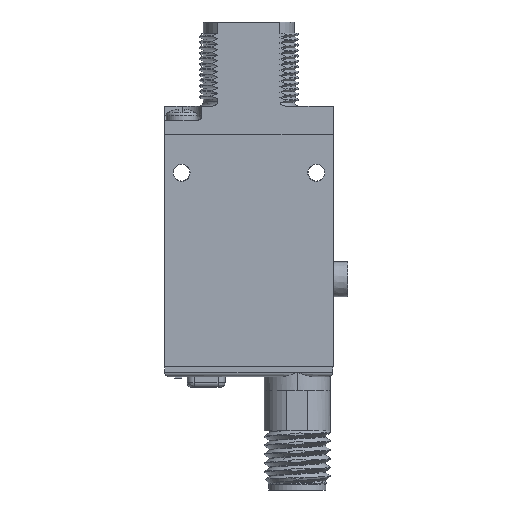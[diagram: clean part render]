
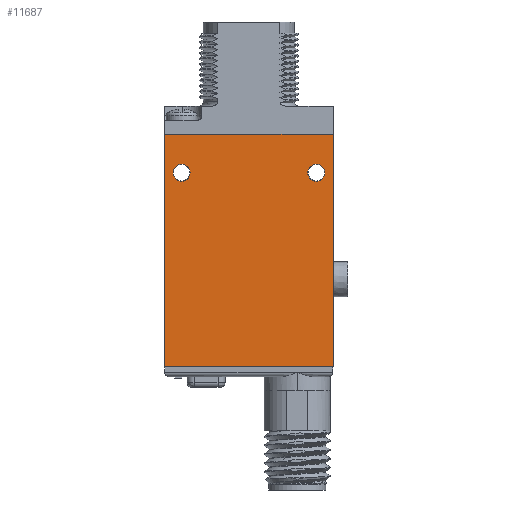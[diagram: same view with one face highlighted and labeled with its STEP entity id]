
A CAD part, left-side view. The second image highlights one B-rep face of the part: STEP entity #11687.
In plain terms, the highlighted planar face has unit normal (-1, 0, 0).
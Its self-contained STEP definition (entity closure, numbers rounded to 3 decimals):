
#1=DIRECTION('',(0.,-1.,0.));
#2=VECTOR('',#1,0.127);
#3=CARTESIAN_POINT('',(-6.02,0.127,0.));
#4=LINE('',#3,#2);
#5=DIRECTION('',(0.,0.,-1.));
#6=VECTOR('',#5,42.164);
#7=CARTESIAN_POINT('',(-6.02,0.,0.));
#8=LINE('',#7,#6);
#9=DIRECTION('',(0.,1.,0.));
#10=VECTOR('',#9,30.785);
#11=CARTESIAN_POINT('',(-6.02,0.,-42.164));
#12=LINE('',#11,#10);
#13=DIRECTION('',(0.,0.,1.));
#14=VECTOR('',#13,42.164);
#15=CARTESIAN_POINT('',(-6.02,30.785,-42.164));
#16=LINE('',#15,#14);
#17=DIRECTION('',(0.,-1.,0.));
#18=VECTOR('',#17,0.076);
#19=CARTESIAN_POINT('',(-6.02,30.785,0.));
#20=LINE('',#19,#18);
#21=DIRECTION('',(0.,-1.,0.));
#22=VECTOR('',#21,30.582);
#23=CARTESIAN_POINT('',(-6.02,30.709,0.));
#24=LINE('',#23,#22);
#25=CARTESIAN_POINT('',(-6.02,27.61,-6.985));
#26=DIRECTION('',(1.,0.,0.));
#27=DIRECTION('',(0.,0.,-1.));
#28=AXIS2_PLACEMENT_3D('',#25,#26,#27);
#30=CARTESIAN_POINT('',(-6.02,27.61,-6.985));
#31=DIRECTION('',(1.,0.,0.));
#32=DIRECTION('',(0.,0.,1.));
#33=AXIS2_PLACEMENT_3D('',#30,#31,#32);
#35=CARTESIAN_POINT('',(-6.02,3.175,-6.985));
#36=DIRECTION('',(1.,0.,0.));
#37=DIRECTION('',(0.,0.,-1.));
#38=AXIS2_PLACEMENT_3D('',#35,#36,#37);
#40=CARTESIAN_POINT('',(-6.02,3.175,-6.985));
#41=DIRECTION('',(1.,0.,0.));
#42=DIRECTION('',(0.,0.,1.));
#43=AXIS2_PLACEMENT_3D('',#40,#41,#42);
#10393=CARTESIAN_POINT('',(-6.02,0.,0.));
#10394=CARTESIAN_POINT('',(-6.02,0.,-42.164));
#10395=VERTEX_POINT('',#10393);
#10396=VERTEX_POINT('',#10394);
#10397=CARTESIAN_POINT('',(-6.02,30.785,-42.164));
#10398=VERTEX_POINT('',#10397);
#10399=CARTESIAN_POINT('',(-6.02,30.785,0.));
#10400=VERTEX_POINT('',#10399);
#10409=CARTESIAN_POINT('',(-6.02,27.61,-8.535));
#10410=CARTESIAN_POINT('',(-6.02,27.61,-5.435));
#10411=VERTEX_POINT('',#10409);
#10412=VERTEX_POINT('',#10410);
#10413=CARTESIAN_POINT('',(-6.02,3.175,-8.535));
#10414=CARTESIAN_POINT('',(-6.02,3.175,-5.435));
#10415=VERTEX_POINT('',#10413);
#10416=VERTEX_POINT('',#10414);
#10813=CARTESIAN_POINT('',(-6.02,30.709,0.));
#10814=CARTESIAN_POINT('',(-6.02,0.127,0.));
#10815=VERTEX_POINT('',#10813);
#10816=VERTEX_POINT('',#10814);
#11656=CARTESIAN_POINT('',(-6.02,0.,0.));
#11657=DIRECTION('',(1.,0.,0.));
#11658=DIRECTION('',(0.,0.,-1.));
#11659=AXIS2_PLACEMENT_3D('',#11656,#11657,#11658);
#11660=PLANE('',#11659);
#11662=ORIENTED_EDGE('',*,*,#11661,.T.);
#11664=ORIENTED_EDGE('',*,*,#11663,.T.);
#11666=ORIENTED_EDGE('',*,*,#11665,.T.);
#11668=ORIENTED_EDGE('',*,*,#11667,.T.);
#11670=ORIENTED_EDGE('',*,*,#11669,.T.);
#11672=ORIENTED_EDGE('',*,*,#11671,.T.);
#11673=EDGE_LOOP('',(#11662,#11664,#11666,#11668,#11670,#11672));
#11674=FACE_OUTER_BOUND('',#11673,.F.);
#11676=ORIENTED_EDGE('',*,*,#11675,.F.);
#11678=ORIENTED_EDGE('',*,*,#11677,.F.);
#11679=EDGE_LOOP('',(#11676,#11678));
#11680=FACE_BOUND('',#11679,.F.);
#11682=ORIENTED_EDGE('',*,*,#11681,.F.);
#11684=ORIENTED_EDGE('',*,*,#11683,.F.);
#11685=EDGE_LOOP('',(#11682,#11684));
#11686=FACE_BOUND('',#11685,.F.);
#11687=ADVANCED_FACE('',(#11674,#11680,#11686),#11660,.F.);
#29=CIRCLE('',#28,1.55);
#34=CIRCLE('',#33,1.55);
#39=CIRCLE('',#38,1.55);
#44=CIRCLE('',#43,1.55);
#11661=EDGE_CURVE('',#10816,#10395,#4,.T.);
#11663=EDGE_CURVE('',#10395,#10396,#8,.T.);
#11665=EDGE_CURVE('',#10396,#10398,#12,.T.);
#11667=EDGE_CURVE('',#10398,#10400,#16,.T.);
#11669=EDGE_CURVE('',#10400,#10815,#20,.T.);
#11671=EDGE_CURVE('',#10815,#10816,#24,.T.);
#11675=EDGE_CURVE('',#10411,#10412,#29,.T.);
#11677=EDGE_CURVE('',#10412,#10411,#34,.T.);
#11681=EDGE_CURVE('',#10415,#10416,#39,.T.);
#11683=EDGE_CURVE('',#10416,#10415,#44,.T.);
